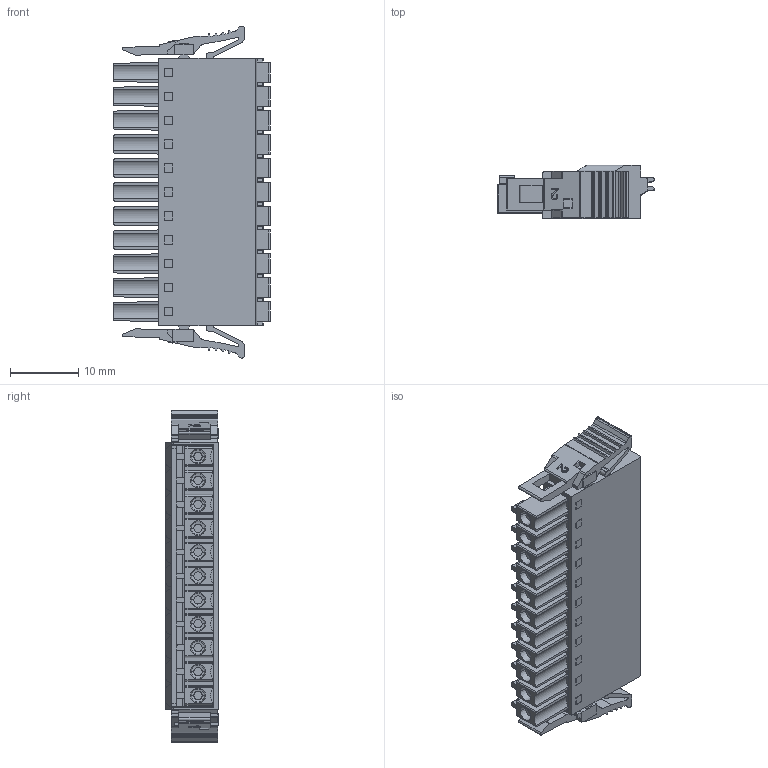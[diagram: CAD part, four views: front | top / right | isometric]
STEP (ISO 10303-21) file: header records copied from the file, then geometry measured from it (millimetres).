
FILE_DESCRIPTION((''),'2;1');
FILE_NAME('TLPSL-007-11P-X','2024-09-27T',('sheji'),(''),'PRO/ENGINEER BY PARAMETRIC TECHNOLOGY CORPORATION, 2015240','PRO/ENGINEER BY PARAMETRIC TECHNOLOGY CORPORATION, 2015240','');
FILE_SCHEMA(('CONFIG_CONTROL_DESIGN'));
Length unit declared in the file: millimetre
Products named in the file (1): TLPSL-007-11P-X
Bounding box: 22.9 x 7.75 x 48.6 mm (x, y, z)
Volume: 4904.1 mm3; surface area: 4952.5 mm2
Topology: 1 solids, 10 shells, 1446 faces, 3928 edges, 2567 vertices
Faces by surface type: plane 894, cylinder 422, cone 88, torus 22, extrusion 20
Entity records: 46313 total; most frequent: CARTESIAN_POINT 9404, ORIENTED_EDGE 7856, DIRECTION 7439, EDGE_CURVE 3928, VECTOR 2827, LINE 2807, VERTEX_POINT 2567, AXIS2_PLACEMENT_3D 2306
